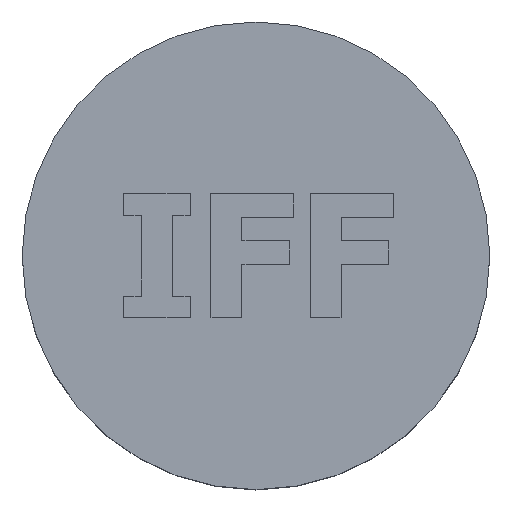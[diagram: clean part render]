
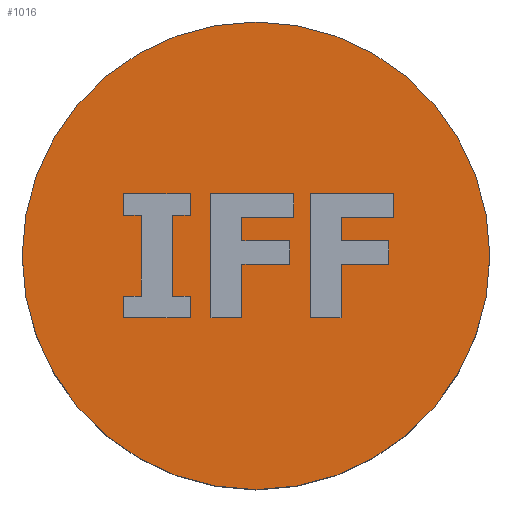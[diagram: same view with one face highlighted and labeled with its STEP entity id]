
A CAD part, top view. The second image highlights one B-rep face of the part: STEP entity #1016.
In plain terms, the highlighted planar face has unit normal (0, 0, 1).
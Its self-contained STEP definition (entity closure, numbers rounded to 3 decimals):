
#20=FACE_BOUND('',#136,.T.);
#21=FACE_BOUND('',#137,.T.);
#22=FACE_BOUND('',#138,.T.);
#26=CIRCLE('',#1092,5.75);
#80=FACE_OUTER_BOUND('',#135,.T.);
#135=EDGE_LOOP('',(#869));
#136=EDGE_LOOP('',(#870,#871,#872,#873,#874,#875,#876,#877,#878,#879));
#137=EDGE_LOOP('',(#880,#881,#882,#883,#884,#885,#886,#887,#888,#889,#890,
#891));
#138=EDGE_LOOP('',(#892,#893,#894,#895,#896,#897,#898,#899,#900,#901));
#140=LINE('',#1349,#274);
#144=LINE('',#1357,#278);
#147=LINE('',#1363,#281);
#150=LINE('',#1369,#284);
#153=LINE('',#1375,#287);
#156=LINE('',#1381,#290);
#159=LINE('',#1387,#293);
#162=LINE('',#1393,#296);
#165=LINE('',#1399,#299);
#168=LINE('',#1404,#302);
#170=LINE('',#1410,#304);
#174=LINE('',#1418,#308);
#177=LINE('',#1424,#311);
#180=LINE('',#1430,#314);
#183=LINE('',#1436,#317);
#186=LINE('',#1442,#320);
#189=LINE('',#1448,#323);
#192=LINE('',#1454,#326);
#195=LINE('',#1460,#329);
#198=LINE('',#1466,#332);
#201=LINE('',#1472,#335);
#204=LINE('',#1477,#338);
#206=LINE('',#1483,#340);
#210=LINE('',#1491,#344);
#213=LINE('',#1497,#347);
#216=LINE('',#1503,#350);
#219=LINE('',#1509,#353);
#222=LINE('',#1515,#356);
#225=LINE('',#1521,#359);
#228=LINE('',#1527,#362);
#231=LINE('',#1533,#365);
#234=LINE('',#1538,#368);
#274=VECTOR('',#1099,10.);
#278=VECTOR('',#1105,10.);
#281=VECTOR('',#1110,10.);
#284=VECTOR('',#1115,10.);
#287=VECTOR('',#1120,10.);
#290=VECTOR('',#1125,10.);
#293=VECTOR('',#1130,10.);
#296=VECTOR('',#1135,10.);
#299=VECTOR('',#1140,10.);
#302=VECTOR('',#1145,10.);
#304=VECTOR('',#1151,10.);
#308=VECTOR('',#1157,10.);
#311=VECTOR('',#1162,10.);
#314=VECTOR('',#1167,10.);
#317=VECTOR('',#1172,10.);
#320=VECTOR('',#1177,10.);
#323=VECTOR('',#1182,10.);
#326=VECTOR('',#1187,10.);
#329=VECTOR('',#1192,10.);
#332=VECTOR('',#1197,10.);
#335=VECTOR('',#1202,10.);
#338=VECTOR('',#1207,10.);
#340=VECTOR('',#1213,10.);
#344=VECTOR('',#1219,10.);
#347=VECTOR('',#1224,10.);
#350=VECTOR('',#1229,10.);
#353=VECTOR('',#1234,10.);
#356=VECTOR('',#1239,10.);
#359=VECTOR('',#1244,10.);
#362=VECTOR('',#1249,10.);
#365=VECTOR('',#1254,10.);
#368=VECTOR('',#1259,10.);
#408=VERTEX_POINT('',#1347);
#409=VERTEX_POINT('',#1348);
#412=VERTEX_POINT('',#1356);
#414=VERTEX_POINT('',#1362);
#416=VERTEX_POINT('',#1368);
#418=VERTEX_POINT('',#1374);
#420=VERTEX_POINT('',#1380);
#422=VERTEX_POINT('',#1386);
#424=VERTEX_POINT('',#1392);
#426=VERTEX_POINT('',#1398);
#428=VERTEX_POINT('',#1408);
#429=VERTEX_POINT('',#1409);
#432=VERTEX_POINT('',#1417);
#434=VERTEX_POINT('',#1423);
#436=VERTEX_POINT('',#1429);
#438=VERTEX_POINT('',#1435);
#440=VERTEX_POINT('',#1441);
#442=VERTEX_POINT('',#1447);
#444=VERTEX_POINT('',#1453);
#446=VERTEX_POINT('',#1459);
#448=VERTEX_POINT('',#1465);
#450=VERTEX_POINT('',#1471);
#452=VERTEX_POINT('',#1481);
#453=VERTEX_POINT('',#1482);
#456=VERTEX_POINT('',#1490);
#458=VERTEX_POINT('',#1496);
#460=VERTEX_POINT('',#1502);
#462=VERTEX_POINT('',#1508);
#464=VERTEX_POINT('',#1514);
#466=VERTEX_POINT('',#1520);
#468=VERTEX_POINT('',#1526);
#470=VERTEX_POINT('',#1532);
#499=VERTEX_POINT('',#1624);
#500=EDGE_CURVE('',#408,#409,#140,.T.);
#504=EDGE_CURVE('',#409,#412,#144,.T.);
#507=EDGE_CURVE('',#412,#414,#147,.T.);
#510=EDGE_CURVE('',#414,#416,#150,.T.);
#513=EDGE_CURVE('',#416,#418,#153,.T.);
#516=EDGE_CURVE('',#418,#420,#156,.T.);
#519=EDGE_CURVE('',#420,#422,#159,.T.);
#522=EDGE_CURVE('',#422,#424,#162,.T.);
#525=EDGE_CURVE('',#424,#426,#165,.T.);
#528=EDGE_CURVE('',#426,#408,#168,.T.);
#530=EDGE_CURVE('',#428,#429,#170,.T.);
#534=EDGE_CURVE('',#429,#432,#174,.T.);
#537=EDGE_CURVE('',#432,#434,#177,.T.);
#540=EDGE_CURVE('',#434,#436,#180,.T.);
#543=EDGE_CURVE('',#436,#438,#183,.T.);
#546=EDGE_CURVE('',#438,#440,#186,.T.);
#549=EDGE_CURVE('',#440,#442,#189,.T.);
#552=EDGE_CURVE('',#442,#444,#192,.T.);
#555=EDGE_CURVE('',#444,#446,#195,.T.);
#558=EDGE_CURVE('',#446,#448,#198,.T.);
#561=EDGE_CURVE('',#448,#450,#201,.T.);
#564=EDGE_CURVE('',#450,#428,#204,.T.);
#566=EDGE_CURVE('',#452,#453,#206,.T.);
#570=EDGE_CURVE('',#453,#456,#210,.T.);
#573=EDGE_CURVE('',#456,#458,#213,.T.);
#576=EDGE_CURVE('',#458,#460,#216,.T.);
#579=EDGE_CURVE('',#460,#462,#219,.T.);
#582=EDGE_CURVE('',#462,#464,#222,.T.);
#585=EDGE_CURVE('',#464,#466,#225,.T.);
#588=EDGE_CURVE('',#466,#468,#228,.T.);
#591=EDGE_CURVE('',#468,#470,#231,.T.);
#594=EDGE_CURVE('',#470,#452,#234,.T.);
#636=EDGE_CURVE('',#499,#499,#26,.T.);
#869=ORIENTED_EDGE('',*,*,#636,.T.);
#870=ORIENTED_EDGE('',*,*,#500,.T.);
#871=ORIENTED_EDGE('',*,*,#504,.T.);
#872=ORIENTED_EDGE('',*,*,#507,.T.);
#873=ORIENTED_EDGE('',*,*,#510,.T.);
#874=ORIENTED_EDGE('',*,*,#513,.T.);
#875=ORIENTED_EDGE('',*,*,#516,.T.);
#876=ORIENTED_EDGE('',*,*,#519,.T.);
#877=ORIENTED_EDGE('',*,*,#522,.T.);
#878=ORIENTED_EDGE('',*,*,#525,.T.);
#879=ORIENTED_EDGE('',*,*,#528,.T.);
#880=ORIENTED_EDGE('',*,*,#530,.T.);
#881=ORIENTED_EDGE('',*,*,#534,.T.);
#882=ORIENTED_EDGE('',*,*,#537,.T.);
#883=ORIENTED_EDGE('',*,*,#540,.T.);
#884=ORIENTED_EDGE('',*,*,#543,.T.);
#885=ORIENTED_EDGE('',*,*,#546,.T.);
#886=ORIENTED_EDGE('',*,*,#549,.T.);
#887=ORIENTED_EDGE('',*,*,#552,.T.);
#888=ORIENTED_EDGE('',*,*,#555,.T.);
#889=ORIENTED_EDGE('',*,*,#558,.T.);
#890=ORIENTED_EDGE('',*,*,#561,.T.);
#891=ORIENTED_EDGE('',*,*,#564,.T.);
#892=ORIENTED_EDGE('',*,*,#566,.T.);
#893=ORIENTED_EDGE('',*,*,#570,.T.);
#894=ORIENTED_EDGE('',*,*,#573,.T.);
#895=ORIENTED_EDGE('',*,*,#576,.T.);
#896=ORIENTED_EDGE('',*,*,#579,.T.);
#897=ORIENTED_EDGE('',*,*,#582,.T.);
#898=ORIENTED_EDGE('',*,*,#585,.T.);
#899=ORIENTED_EDGE('',*,*,#588,.T.);
#900=ORIENTED_EDGE('',*,*,#591,.T.);
#901=ORIENTED_EDGE('',*,*,#594,.T.);
#963=PLANE('',#1093);
#1016=ADVANCED_FACE('',(#80,#20,#21,#22),#963,.T.);
#1092=AXIS2_PLACEMENT_3D('',#1625,#1338,#1339);
#1093=AXIS2_PLACEMENT_3D('',#1627,#1341,#1342);
#1099=DIRECTION('',(0.,-1.,0.));
#1105=DIRECTION('',(1.,0.,0.));
#1110=DIRECTION('',(0.,-1.,0.));
#1115=DIRECTION('',(-1.,0.,0.));
#1120=DIRECTION('',(0.,-1.,0.));
#1125=DIRECTION('',(-1.,0.,0.));
#1130=DIRECTION('',(0.,1.,0.));
#1135=DIRECTION('',(1.,0.,0.));
#1140=DIRECTION('',(0.,-1.,0.));
#1145=DIRECTION('',(-1.,0.,0.));
#1151=DIRECTION('',(0.,1.,0.));
#1157=DIRECTION('',(1.,0.,0.));
#1162=DIRECTION('',(0.,1.,0.));
#1167=DIRECTION('',(-1.,0.,0.));
#1172=DIRECTION('',(0.,1.,0.));
#1177=DIRECTION('',(1.,0.,0.));
#1182=DIRECTION('',(0.,-1.,0.));
#1187=DIRECTION('',(-1.,0.,0.));
#1192=DIRECTION('',(0.,-1.,0.));
#1197=DIRECTION('',(1.,0.,0.));
#1202=DIRECTION('',(0.,-1.,0.));
#1207=DIRECTION('',(-1.,0.,0.));
#1213=DIRECTION('',(0.,-1.,0.));
#1219=DIRECTION('',(1.,0.,0.));
#1224=DIRECTION('',(0.,-1.,0.));
#1229=DIRECTION('',(-1.,0.,0.));
#1234=DIRECTION('',(0.,-1.,0.));
#1239=DIRECTION('',(-1.,0.,0.));
#1244=DIRECTION('',(0.,1.,0.));
#1249=DIRECTION('',(1.,0.,0.));
#1254=DIRECTION('',(0.,-1.,0.));
#1259=DIRECTION('',(-1.,0.,0.));
#1338=DIRECTION('center_axis',(0.,0.,1.));
#1339=DIRECTION('ref_axis',(1.,0.,0.));
#1341=DIRECTION('center_axis',(0.,0.,1.));
#1342=DIRECTION('ref_axis',(1.,0.,0.));
#1347=CARTESIAN_POINT('',(-0.346,0.944,5.));
#1348=CARTESIAN_POINT('',(-0.346,0.368,5.));
#1349=CARTESIAN_POINT('',(-0.346,0.184,5.));
#1356=CARTESIAN_POINT('',(0.833,0.368,5.));
#1357=CARTESIAN_POINT('',(0.416,0.368,5.));
#1362=CARTESIAN_POINT('',(0.833,-0.213,5.));
#1363=CARTESIAN_POINT('',(0.833,-0.106,5.));
#1368=CARTESIAN_POINT('',(-0.346,-0.213,5.));
#1369=CARTESIAN_POINT('',(-0.173,-0.213,5.));
#1374=CARTESIAN_POINT('',(-0.346,-1.525,5.));
#1375=CARTESIAN_POINT('',(-0.346,-0.763,5.));
#1380=CARTESIAN_POINT('',(-1.107,-1.525,5.));
#1381=CARTESIAN_POINT('',(-0.554,-1.525,5.));
#1386=CARTESIAN_POINT('',(-1.107,1.525,5.));
#1387=CARTESIAN_POINT('',(-1.107,0.763,5.));
#1392=CARTESIAN_POINT('',(0.934,1.525,5.));
#1393=CARTESIAN_POINT('',(0.467,1.525,5.));
#1398=CARTESIAN_POINT('',(0.934,0.944,5.));
#1399=CARTESIAN_POINT('',(0.934,0.472,5.));
#1404=CARTESIAN_POINT('',(-0.173,0.944,5.));
#1408=CARTESIAN_POINT('',(-3.258,-1.525,5.));
#1409=CARTESIAN_POINT('',(-3.258,-0.994,5.));
#1410=CARTESIAN_POINT('',(-3.258,-0.497,5.));
#1417=CARTESIAN_POINT('',(-2.82,-0.994,5.));
#1418=CARTESIAN_POINT('',(-1.41,-0.994,5.));
#1423=CARTESIAN_POINT('',(-2.82,0.994,5.));
#1424=CARTESIAN_POINT('',(-2.82,0.497,5.));
#1429=CARTESIAN_POINT('',(-3.258,0.994,5.));
#1430=CARTESIAN_POINT('',(-1.629,0.994,5.));
#1435=CARTESIAN_POINT('',(-3.258,1.525,5.));
#1436=CARTESIAN_POINT('',(-3.258,0.763,5.));
#1441=CARTESIAN_POINT('',(-1.616,1.525,5.));
#1442=CARTESIAN_POINT('',(-0.808,1.525,5.));
#1447=CARTESIAN_POINT('',(-1.616,0.994,5.));
#1448=CARTESIAN_POINT('',(-1.616,0.497,5.));
#1453=CARTESIAN_POINT('',(-2.054,0.994,5.));
#1454=CARTESIAN_POINT('',(-1.027,0.994,5.));
#1459=CARTESIAN_POINT('',(-2.054,-0.994,5.));
#1460=CARTESIAN_POINT('',(-2.054,-0.497,5.));
#1465=CARTESIAN_POINT('',(-1.616,-0.994,5.));
#1466=CARTESIAN_POINT('',(-0.808,-0.994,5.));
#1471=CARTESIAN_POINT('',(-1.616,-1.525,5.));
#1472=CARTESIAN_POINT('',(-1.616,-0.763,5.));
#1477=CARTESIAN_POINT('',(-1.629,-1.525,5.));
#1481=CARTESIAN_POINT('',(2.091,0.944,5.));
#1482=CARTESIAN_POINT('',(2.091,0.368,5.));
#1483=CARTESIAN_POINT('',(2.091,0.184,5.));
#1490=CARTESIAN_POINT('',(3.27,0.368,5.));
#1491=CARTESIAN_POINT('',(1.635,0.368,5.));
#1496=CARTESIAN_POINT('',(3.27,-0.213,5.));
#1497=CARTESIAN_POINT('',(3.27,-0.106,5.));
#1502=CARTESIAN_POINT('',(2.091,-0.213,5.));
#1503=CARTESIAN_POINT('',(1.046,-0.213,5.));
#1508=CARTESIAN_POINT('',(2.091,-1.525,5.));
#1509=CARTESIAN_POINT('',(2.091,-0.763,5.));
#1514=CARTESIAN_POINT('',(1.33,-1.525,5.));
#1515=CARTESIAN_POINT('',(0.665,-1.525,5.));
#1520=CARTESIAN_POINT('',(1.33,1.525,5.));
#1521=CARTESIAN_POINT('',(1.33,0.763,5.));
#1526=CARTESIAN_POINT('',(3.371,1.525,5.));
#1527=CARTESIAN_POINT('',(1.686,1.525,5.));
#1532=CARTESIAN_POINT('',(3.371,0.944,5.));
#1533=CARTESIAN_POINT('',(3.371,0.472,5.));
#1538=CARTESIAN_POINT('',(1.046,0.944,5.));
#1624=CARTESIAN_POINT('',(-5.75,0.,5.));
#1625=CARTESIAN_POINT('Origin',(0.,0.,5.));
#1627=CARTESIAN_POINT('Origin',(0.,0.,5.));
